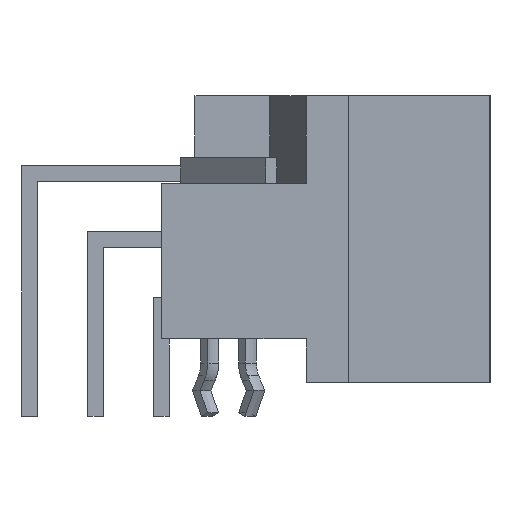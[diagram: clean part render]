
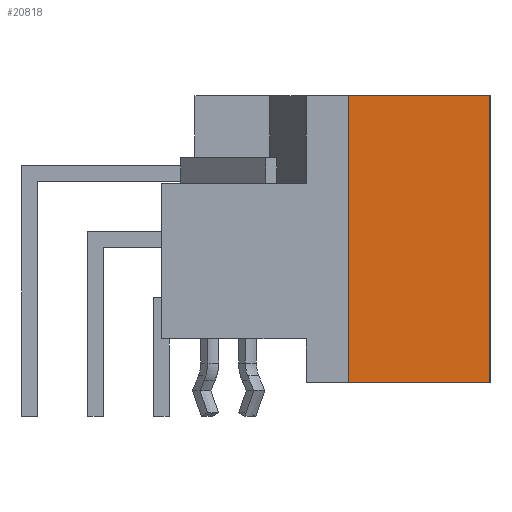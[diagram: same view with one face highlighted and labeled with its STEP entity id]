
A CAD part, left-side view. The second image highlights one B-rep face of the part: STEP entity #20818.
In plain terms, the highlighted planar face has unit normal (-1, 0, 0).
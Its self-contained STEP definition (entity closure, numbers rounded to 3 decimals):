
#13=DIRECTION('',(0.,1.,0.));
#14=VECTOR('',#13,5.45);
#15=CARTESIAN_POINT('',(-44.5,-6.35,-5.55));
#16=LINE('',#15,#14);
#1105=DIRECTION('',(0.,1.,0.));
#1106=VECTOR('',#1105,5.45);
#1107=CARTESIAN_POINT('',(-44.5,-6.35,5.55));
#1108=LINE('',#1107,#1106);
#4353=DIRECTION('',(0.,0.,1.));
#4354=VECTOR('',#4353,11.1);
#4355=CARTESIAN_POINT('',(-44.5,-6.35,-5.55));
#4356=LINE('',#4355,#4354);
#4385=DIRECTION('',(0.,0.,-1.));
#4386=VECTOR('',#4385,11.1);
#4387=CARTESIAN_POINT('',(-44.5,-0.9,5.55));
#4388=LINE('',#4387,#4386);
#13041=CARTESIAN_POINT('',(-44.5,-6.35,-5.55));
#13042=CARTESIAN_POINT('',(-44.5,-0.9,-5.55));
#13043=VERTEX_POINT('',#13041);
#13044=VERTEX_POINT('',#13042);
#13053=CARTESIAN_POINT('',(-44.5,-6.35,5.55));
#13054=CARTESIAN_POINT('',(-44.5,-0.9,5.55));
#13055=VERTEX_POINT('',#13053);
#13056=VERTEX_POINT('',#13054);
#20806=CARTESIAN_POINT('',(-44.5,-6.35,5.55));
#20807=DIRECTION('',(1.,0.,0.));
#20808=DIRECTION('',(0.,1.,0.));
#20809=AXIS2_PLACEMENT_3D('',#20806,#20807,#20808);
#20810=PLANE('',#20809);
#20811=ORIENTED_EDGE('',*,*,#17252,.T.);
#20813=ORIENTED_EDGE('',*,*,#20812,.F.);
#20814=ORIENTED_EDGE('',*,*,#18511,.F.);
#20815=ORIENTED_EDGE('',*,*,#20780,.F.);
#20816=EDGE_LOOP('',(#20811,#20813,#20814,#20815));
#20817=FACE_OUTER_BOUND('',#20816,.F.);
#20818=ADVANCED_FACE('',(#20817),#20810,.F.);
#17252=EDGE_CURVE('',#13043,#13044,#16,.T.);
#18511=EDGE_CURVE('',#13055,#13056,#1108,.T.);
#20780=EDGE_CURVE('',#13043,#13055,#4356,.T.);
#20812=EDGE_CURVE('',#13056,#13044,#4388,.T.);
